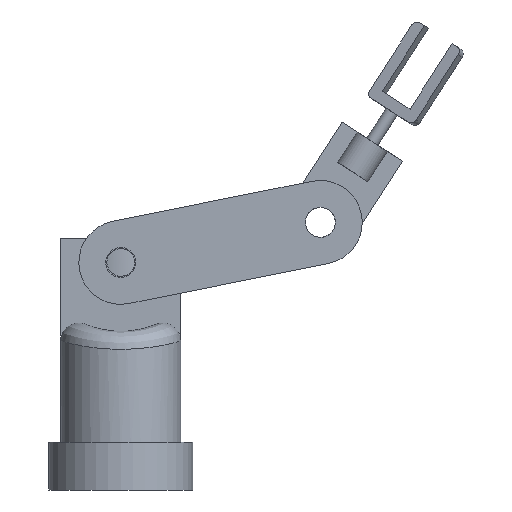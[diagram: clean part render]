
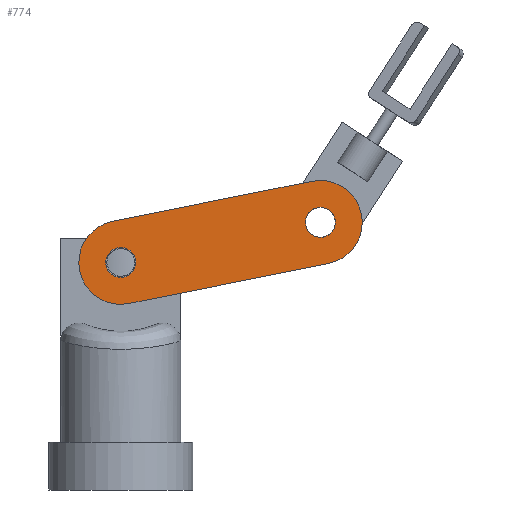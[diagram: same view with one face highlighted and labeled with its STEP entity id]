
A CAD part, front view. The second image highlights one B-rep face of the part: STEP entity #774.
In plain terms, the highlighted planar face has unit normal (0, -1, 0).
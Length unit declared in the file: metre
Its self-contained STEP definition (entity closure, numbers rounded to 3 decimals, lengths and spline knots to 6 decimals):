
#57=CIRCLE('',#898,0.035);
#59=CIRCLE('',#902,0.035);
#60=CIRCLE('',#904,0.0125);
#62=CIRCLE('',#907,0.0125);
#174=ORIENTED_EDGE('',*,*,#338,.F.);
#175=ORIENTED_EDGE('',*,*,#336,.F.);
#176=ORIENTED_EDGE('',*,*,#328,.T.);
#177=ORIENTED_EDGE('',*,*,#332,.T.);
#178=ORIENTED_EDGE('',*,*,#335,.T.);
#179=ORIENTED_EDGE('',*,*,#341,.T.);
#328=EDGE_CURVE('',#422,#421,#57,.T.);
#332=EDGE_CURVE('',#421,#424,#487,.T.);
#335=EDGE_CURVE('',#424,#426,#59,.T.);
#336=EDGE_CURVE('',#427,#427,#60,.T.);
#338=EDGE_CURVE('',#429,#429,#62,.T.);
#341=EDGE_CURVE('',#426,#422,#490,.T.);
#421=VERTEX_POINT('',#1277);
#422=VERTEX_POINT('',#1279);
#424=VERTEX_POINT('',#1285);
#426=VERTEX_POINT('',#1291);
#427=VERTEX_POINT('',#1295);
#429=VERTEX_POINT('',#1300);
#487=LINE('',#1286,#544);
#490=LINE('',#1305,#547);
#544=VECTOR('',#1048,1.);
#547=VECTOR('',#1071,1.);
#615=EDGE_LOOP('',(#174));
#616=EDGE_LOOP('',(#175));
#617=EDGE_LOOP('',(#176,#177,#178,#179));
#684=FACE_BOUND('',#615,.T.);
#685=FACE_BOUND('',#616,.T.);
#686=FACE_BOUND('',#617,.T.);
#733=PLANE('',#910);
#774=ADVANCED_FACE('',(#684,#685,#686),#733,.T.);
#898=AXIS2_PLACEMENT_3D('',#1278,#1041,#1042);
#902=AXIS2_PLACEMENT_3D('',#1292,#1054,#1055);
#904=AXIS2_PLACEMENT_3D('',#1294,#1058,#1059);
#907=AXIS2_PLACEMENT_3D('',#1299,#1064,#1065);
#910=AXIS2_PLACEMENT_3D('',#1306,#1072,#1073);
#1041=DIRECTION('',(0.,-1.,0.));
#1042=DIRECTION('',(0.,0.,-1.));
#1048=DIRECTION('',(0.,0.,-1.));
#1054=DIRECTION('',(0.,-1.,0.));
#1055=DIRECTION('',(0.,0.,-1.));
#1058=DIRECTION('',(0.,-1.,0.));
#1059=DIRECTION('',(0.,0.,-1.));
#1064=DIRECTION('',(0.,-1.,0.));
#1065=DIRECTION('',(0.,0.,-1.));
#1071=DIRECTION('',(0.,0.,1.));
#1072=DIRECTION('',(0.,-1.,0.));
#1073=DIRECTION('',(1.,0.,0.));
#1277=CARTESIAN_POINT('',(-0.035,-0.035,0.36));
#1278=CARTESIAN_POINT('',(0.,-0.035,0.36));
#1279=CARTESIAN_POINT('',(0.035,-0.035,0.36));
#1285=CARTESIAN_POINT('',(-0.035,-0.035,0.19));
#1286=CARTESIAN_POINT('',(-0.035,-0.035,0.275));
#1291=CARTESIAN_POINT('',(0.035,-0.035,0.19));
#1292=CARTESIAN_POINT('',(0.,-0.035,0.19));
#1294=CARTESIAN_POINT('',(0.,-0.035,0.36));
#1295=CARTESIAN_POINT('',(0.,-0.035,0.3475));
#1299=CARTESIAN_POINT('',(0.,-0.035,0.19));
#1300=CARTESIAN_POINT('',(0.,-0.035,0.1775));
#1305=CARTESIAN_POINT('',(0.035,-0.035,0.275));
#1306=CARTESIAN_POINT('',(-0.0125,-0.035,0.265));
